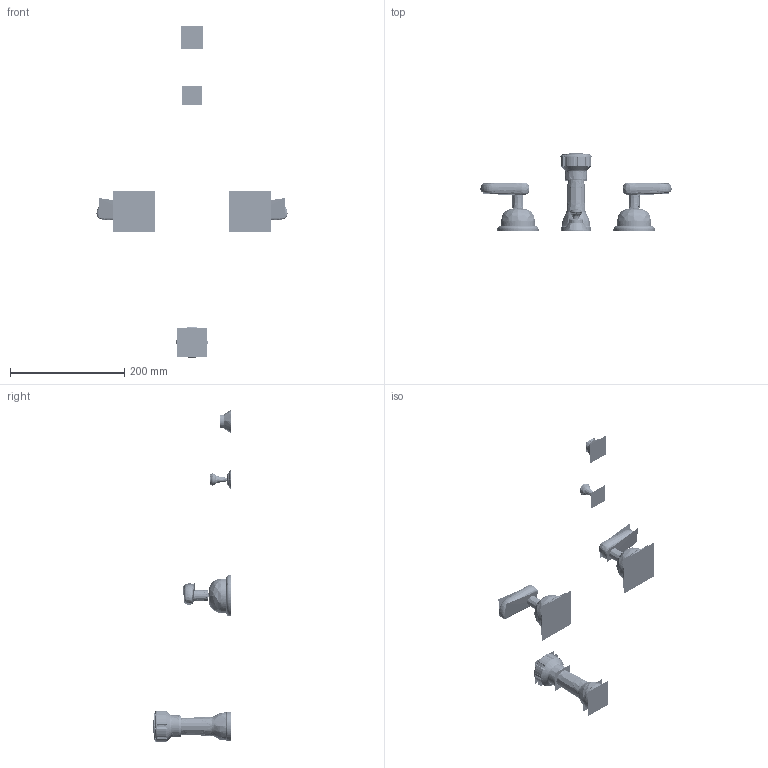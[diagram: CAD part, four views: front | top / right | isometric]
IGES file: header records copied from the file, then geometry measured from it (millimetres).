
Start section:  PTC IGES file: g1509.igs
Global section: file name: g1509.igs; native system: Pro/ENGINEER by Parametric Technology Corporation; preprocessor: 2009300; author: ravindrashirol; organization: Unknown; date: 20110829.171611; units: inch
Bounding box: 334.35 x 135.97 x 580.85 mm (x, y, z)
Surface area: 13795834.9 mm2 (no closed solid volume)
Topology: 0 solids, 0 shells, 3140 faces, 23000 edges, 22976 vertices
Faces by surface type: bspline 3140
